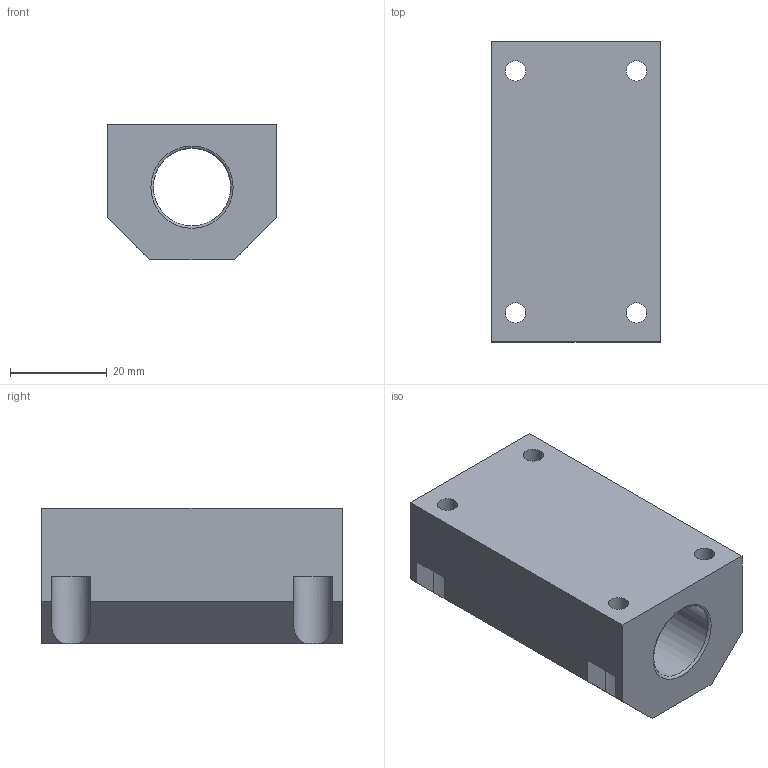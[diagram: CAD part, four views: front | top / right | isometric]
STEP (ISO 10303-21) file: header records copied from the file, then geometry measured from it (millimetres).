
FILE_DESCRIPTION( ( 'STEP AP214' ), '1' );
FILE_NAME( 'STGI-08.stp', '2010-08-02T11:20:01', ( ' ' ), ( ' ' ), 'XStep 1.0', ' ', ' ' );
FILE_SCHEMA( ( 'CONFIG_CONTROL_DESIGN) ( )' ) );
Length unit declared in the file: metre
Products named in the file (1): 1
Bounding box: 35 x 62 x 28 mm (x, y, z)
Volume: 39889.5 mm3; surface area: 13189 mm2
Topology: 1 solids, 1 shells, 38 faces, 107 edges, 72 vertices
Faces by surface type: plane 25, cylinder 11, torus 2
Full cylindrical faces by diameter (mm): 4 x1, 4.2 x4, 8 x1, 16 x1
Entity records: 1550 total; most frequent: CARTESIAN_POINT 252, DIRECTION 202, ORIENTED_EDGE 188, EDGE_CURVE 94, AXIS2_PLACEMENT_3D 70, VERTEX_POINT 68, LINE 62, VECTOR 62
